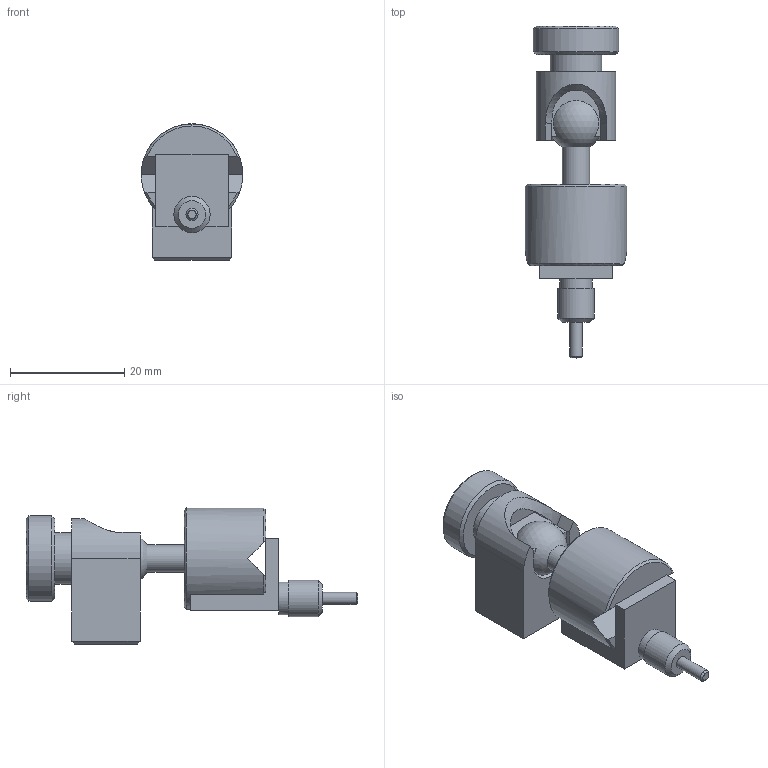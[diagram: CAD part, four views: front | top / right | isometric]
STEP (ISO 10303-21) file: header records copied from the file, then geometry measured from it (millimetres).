
FILE_DESCRIPTION((''),'2;1');
FILE_NAME('mxb.stp','2013-06-13T09:26:40',('JC'),(''),'Autodesk Inventor 11','Autodesk Inventor 11','');
FILE_SCHEMA(('AUTOMOTIVE_DESIGN { 1 0 10303 214 1 1 1 1 }'));
Length unit declared in the file: inch
Products named in the file (1): mxb1
Bounding box: 17.78 x 58.11 x 23.88 mm (x, y, z)
Volume: 8378 mm3; surface area: 3995.4 mm2
Topology: 1 solids, 1 shells, 93 faces, 242 edges, 156 vertices
Faces by surface type: plane 60, cylinder 19, cone 13, sphere 1
Full cylindrical faces by diameter (mm): 2.117 x1, 4.166 x1, 4.775 x1, 5.715 x1, 6.35 x1, 8.992 x1, 14.986 x1, 17.78 x1
Entity records: 2765 total; most frequent: CARTESIAN_POINT 592, DIRECTION 444, ORIENTED_EDGE 436, EDGE_CURVE 218, AXIS2_PLACEMENT_3D 162, VERTEX_POINT 148, VECTOR 120, LINE 120
